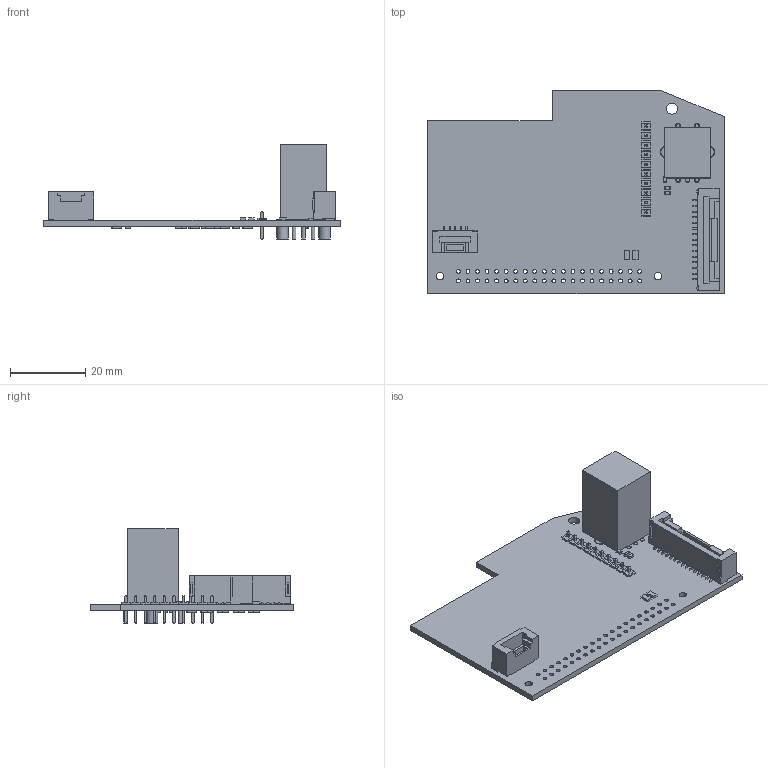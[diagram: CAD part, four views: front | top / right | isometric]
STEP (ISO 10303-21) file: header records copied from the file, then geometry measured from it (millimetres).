
FILE_DESCRIPTION(('Open CASCADE Model'),'2;1');
FILE_NAME('Open CASCADE Shape Model','2022-03-12T12:14:36',('Author'),( 'Open CASCADE'),'Open CASCADE STEP processor 6.8','Open CASCADE 6.8' ,'Unknown');
FILE_SCHEMA(('AUTOMOTIVE_DESIGN { 1 0 10303 214 1 1 1 1 }'));
Length unit declared in the file: millimetre
Products named in the file (62): PCB; Board; Open CASCADE STEP translator 6.8 2.1.1; C1; 6137767040; Extruded; C4; C2; 6137761120; 6137760560; C3; J1; 5847686720; J2; BM15B-ZESS-TBT; J3; BM05B-ZESS-TBT; R1; R2; R3; R5; 6137758080; 6137479008; R6; SW1; 5847689600; Body; Leads; R4_10; C6_10; 6137765840; R4_11; C6_11; R4_14; R4_13; R4_12; R4_9; R4_8; R4_7; R4_6 ...
Assembly tree (112 placements, depth 4):
  PCB
    Board
      Open CASCADE STEP translator 6.8 2.1.1
    C1
      6137767040
        Extruded
    C4
      6137767040
        Extruded
    C2
      6137761120  x2
        Extruded
      6137760560
        Extruded
    C3
      6137761120  x2
        Extruded
      6137760560
        Extruded
    J1
      5847686720
    J2
      BM15B-ZESS-TBT
    J3
      BM05B-ZESS-TBT
    R1
      6137761120  x2
        Extruded
      6137760560
        Extruded
    R2
      6137760560
        Extruded
      6137761120  x2
        Extruded
    R3
      6137760560
        Extruded
      6137761120  x2
        Extruded
    R5
      6137758080
        Extruded
      6137479008  x2
        Extruded
    R6
      6137760560
        Extruded
      6137761120  x2
        Extruded
    SW1
      5847689600
        Body
        Leads  x7
    R4_10
      6137767040
        Extruded
    C6_10
      6137765840
        Extruded
Bounding box: 78.99 x 54.1 x 25.18 mm (x, y, z)
Volume: 11460 mm3; surface area: 13819.4 mm2
Topology: 125 solids, 125 shells, 1083 faces, 2276 edges, 1452 vertices
Faces by surface type: plane 974, cylinder 109
Full cylindrical faces by diameter (mm): 0.889 x9, 0.965 x1, 1 x35, 1.02 x40, 1.2 x5, 2 x2, 3 x1, 3.05 x14, 3.25 x2
Entity records: 25481 total; most frequent: CARTESIAN_POINT 3418, DIRECTION 3344, ORIENTED_EDGE 3220, EDGE_CURVE 1610, LINE 1476, VECTOR 1476, VERTEX_POINT 1008, AXIS2_PLACEMENT_3D 934
